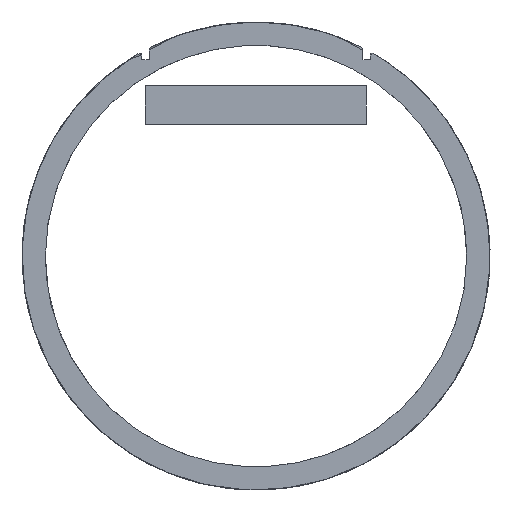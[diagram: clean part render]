
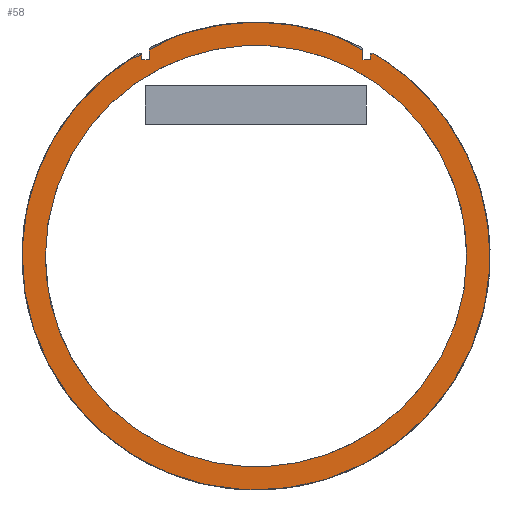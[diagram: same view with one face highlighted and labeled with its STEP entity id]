
A CAD part, left-side view. The second image highlights one B-rep face of the part: STEP entity #58.
In plain terms, the highlighted planar face has unit normal (-1, 0, 0).
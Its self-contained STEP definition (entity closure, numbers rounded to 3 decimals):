
#47=FACE_BOUND('',#139,.T.);
#58=ADVANCED_FACE('',(#98,#47),#578,.T.);
#98=FACE_OUTER_BOUND('',#138,.T.);
#138=EDGE_LOOP('',(#211,#212,#213,#214,#215,#216,#217,#218,#219));
#139=EDGE_LOOP('',(#220,#221));
#211=ORIENTED_EDGE('',*,*,#355,.T.);
#212=ORIENTED_EDGE('',*,*,#359,.T.);
#213=ORIENTED_EDGE('',*,*,#362,.T.);
#214=ORIENTED_EDGE('',*,*,#365,.T.);
#215=ORIENTED_EDGE('',*,*,#368,.T.);
#216=ORIENTED_EDGE('',*,*,#371,.T.);
#217=ORIENTED_EDGE('',*,*,#374,.T.);
#218=ORIENTED_EDGE('',*,*,#377,.T.);
#219=ORIENTED_EDGE('',*,*,#379,.T.);
#220=ORIENTED_EDGE('',*,*,#426,.T.);
#221=ORIENTED_EDGE('',*,*,#430,.T.);
#355=EDGE_CURVE('',#526,#525,#446,.T.);
#359=EDGE_CURVE('',#525,#528,#450,.T.);
#362=EDGE_CURVE('',#528,#530,#453,.T.);
#365=EDGE_CURVE('',#530,#532,#456,.T.);
#368=EDGE_CURVE('',#532,#534,#459,.T.);
#371=EDGE_CURVE('',#534,#536,#462,.T.);
#374=EDGE_CURVE('',#536,#538,#465,.T.);
#377=EDGE_CURVE('',#538,#540,#468,.T.);
#379=EDGE_CURVE('',#540,#526,#470,.T.);
#426=EDGE_CURVE('',#566,#568,#517,.T.);
#430=EDGE_CURVE('',#568,#566,#521,.T.);
#446=(
BOUNDED_CURVE()
B_SPLINE_CURVE(2,(#1024,#1025,#1026,#1027,#1028),.UNSPECIFIED.,.F.,.F.)
B_SPLINE_CURVE_WITH_KNOTS((3,2,3),(205.811,206.02,206.23),
 .UNSPECIFIED.)
CURVE()
GEOMETRIC_REPRESENTATION_ITEM()
RATIONAL_B_SPLINE_CURVE((1.,0.866,1.,0.866,1.))
REPRESENTATION_ITEM('')
);
#450=(
BOUNDED_CURVE()
B_SPLINE_CURVE(2,(#1036,#1037,#1038),.UNSPECIFIED.,.F.,.F.)
B_SPLINE_CURVE_WITH_KNOTS((3,3),(206.23,206.734),
 .UNSPECIFIED.)
CURVE()
GEOMETRIC_REPRESENTATION_ITEM()
RATIONAL_B_SPLINE_CURVE((1.,1.,1.))
REPRESENTATION_ITEM('')
);
#453=(
BOUNDED_CURVE()
B_SPLINE_CURVE(2,(#1044,#1045,#1046),.UNSPECIFIED.,.F.,.F.)
B_SPLINE_CURVE_WITH_KNOTS((3,3),(206.734,207.511),
 .UNSPECIFIED.)
CURVE()
GEOMETRIC_REPRESENTATION_ITEM()
RATIONAL_B_SPLINE_CURVE((1.,1.,1.))
REPRESENTATION_ITEM('')
);
#456=(
BOUNDED_CURVE()
B_SPLINE_CURVE(2,(#1052,#1053,#1054),.UNSPECIFIED.,.F.,.F.)
B_SPLINE_CURVE_WITH_KNOTS((3,3),(207.511,208.53),
 .UNSPECIFIED.)
CURVE()
GEOMETRIC_REPRESENTATION_ITEM()
RATIONAL_B_SPLINE_CURVE((1.,1.,1.))
REPRESENTATION_ITEM('')
);
#459=(
BOUNDED_CURVE()
B_SPLINE_CURVE(2,(#1060,#1061,#1062,#1063,#1064,#1065,#1066),
 .UNSPECIFIED.,.F.,.F.)
B_SPLINE_CURVE_WITH_KNOTS((3,2,2,3),(208.53,208.972,
232.192,232.617),.UNSPECIFIED.)
CURVE()
GEOMETRIC_REPRESENTATION_ITEM()
RATIONAL_B_SPLINE_CURVE((1.,0.851,1.,0.894,1.,0.863,
1.))
REPRESENTATION_ITEM('')
);
#462=(
BOUNDED_CURVE()
B_SPLINE_CURVE(2,(#1072,#1073,#1074),.UNSPECIFIED.,.F.,.F.)
B_SPLINE_CURVE_WITH_KNOTS((3,3),(232.617,233.659),
 .UNSPECIFIED.)
CURVE()
GEOMETRIC_REPRESENTATION_ITEM()
RATIONAL_B_SPLINE_CURVE((1.,1.,1.))
REPRESENTATION_ITEM('')
);
#465=(
BOUNDED_CURVE()
B_SPLINE_CURVE(2,(#1080,#1081,#1082),.UNSPECIFIED.,.F.,.F.)
B_SPLINE_CURVE_WITH_KNOTS((3,3),(233.659,234.436),
 .UNSPECIFIED.)
CURVE()
GEOMETRIC_REPRESENTATION_ITEM()
RATIONAL_B_SPLINE_CURVE((1.,1.,1.))
REPRESENTATION_ITEM('')
);
#468=(
BOUNDED_CURVE()
B_SPLINE_CURVE(2,(#1088,#1089,#1090),.UNSPECIFIED.,.F.,.F.)
B_SPLINE_CURVE_WITH_KNOTS((3,3),(234.436,234.94),
 .UNSPECIFIED.)
CURVE()
GEOMETRIC_REPRESENTATION_ITEM()
RATIONAL_B_SPLINE_CURVE((1.,1.,1.))
REPRESENTATION_ITEM('')
);
#470=(
BOUNDED_CURVE()
B_SPLINE_CURVE(2,(#1096,#1097,#1098,#1099,#1100,#1101,#1102,#1103,#1104,
#1105,#1106,#1107,#1108,#1109,#1110,#1111,#1112),.UNSPECIFIED.,.F.,.F.)
B_SPLINE_CURVE_WITH_KNOTS((3,2,2,2,2,2,2,2,3),(234.94,235.149,
235.359,261.289,281.049,300.809,320.569,
340.329,366.259),.UNSPECIFIED.)
CURVE()
GEOMETRIC_REPRESENTATION_ITEM()
RATIONAL_B_SPLINE_CURVE((1.,0.866,1.,0.866,1.,0.869,
1.,0.923,1.,0.923,1.,0.923,1.,0.923,
1.,0.869,1.))
REPRESENTATION_ITEM('')
);
#517=(
BOUNDED_CURVE()
B_SPLINE_CURVE(2,(#1272,#1273,#1274,#1275,#1276),.UNSPECIFIED.,.F.,.F.)
B_SPLINE_CURVE_WITH_KNOTS((3,2,3),(0.,35.343,70.686),
 .UNSPECIFIED.)
CURVE()
GEOMETRIC_REPRESENTATION_ITEM()
RATIONAL_B_SPLINE_CURVE((1.,0.707,1.,0.707,1.))
REPRESENTATION_ITEM('')
);
#521=(
BOUNDED_CURVE()
B_SPLINE_CURVE(2,(#1286,#1287,#1288,#1289,#1290),.UNSPECIFIED.,.F.,.F.)
B_SPLINE_CURVE_WITH_KNOTS((3,2,3),(70.686,106.029,141.372),
 .UNSPECIFIED.)
CURVE()
GEOMETRIC_REPRESENTATION_ITEM()
RATIONAL_B_SPLINE_CURVE((1.,0.707,1.,0.707,1.))
REPRESENTATION_ITEM('')
);
#525=VERTEX_POINT('',#972);
#526=VERTEX_POINT('',#973);
#528=VERTEX_POINT('',#975);
#530=VERTEX_POINT('',#977);
#532=VERTEX_POINT('',#979);
#534=VERTEX_POINT('',#981);
#536=VERTEX_POINT('',#983);
#538=VERTEX_POINT('',#985);
#540=VERTEX_POINT('',#987);
#566=VERTEX_POINT('',#1013);
#568=VERTEX_POINT('',#1015);
#578=PLANE('',#638);
#638=AXIS2_PLACEMENT_3D('',#754,#649,$);
#649=DIRECTION('',(-1.,0.,0.));
#754=CARTESIAN_POINT('',(-296.,-31.25,31.25));
#972=CARTESIAN_POINT('',(-296.,-12.2,21.477));
#973=CARTESIAN_POINT('',(-296.,-12.5,21.651));
#975=CARTESIAN_POINT('',(-296.,-12.2,20.974));
#977=CARTESIAN_POINT('',(-296.,-11.423,20.974));
#979=CARTESIAN_POINT('',(-296.,-11.423,21.992));
#981=CARTESIAN_POINT('',(-296.,11.413,22.015));
#983=CARTESIAN_POINT('',(-296.,11.417,20.974));
#985=CARTESIAN_POINT('',(-296.,12.195,20.974));
#987=CARTESIAN_POINT('',(-296.,12.2,21.477));
#1013=CARTESIAN_POINT('',(-296.,22.5,0.));
#1015=CARTESIAN_POINT('',(-296.,-22.5,0.));
#1024=CARTESIAN_POINT('',(-296.,-12.5,21.651));
#1025=CARTESIAN_POINT('',(-296.,-12.4,21.708));
#1026=CARTESIAN_POINT('',(-296.,-12.3,21.651));
#1027=CARTESIAN_POINT('',(-296.,-12.2,21.593));
#1028=CARTESIAN_POINT('',(-296.,-12.2,21.477));
#1036=CARTESIAN_POINT('',(-296.,-12.2,21.477));
#1037=CARTESIAN_POINT('',(-296.,-12.2,21.226));
#1038=CARTESIAN_POINT('',(-296.,-12.2,20.974));
#1044=CARTESIAN_POINT('',(-296.,-12.2,20.974));
#1045=CARTESIAN_POINT('',(-296.,-11.811,20.974));
#1046=CARTESIAN_POINT('',(-296.,-11.423,20.974));
#1052=CARTESIAN_POINT('',(-296.,-11.423,20.974));
#1053=CARTESIAN_POINT('',(-296.,-11.423,21.483));
#1054=CARTESIAN_POINT('',(-296.,-11.423,21.992));
#1060=CARTESIAN_POINT('',(-296.,-11.423,21.992));
#1061=CARTESIAN_POINT('',(-296.,-11.423,22.239));
#1062=CARTESIAN_POINT('',(-296.,-11.202,22.35));
#1063=CARTESIAN_POINT('',(-296.,-0.006,27.961));
#1064=CARTESIAN_POINT('',(-296.,11.192,22.355));
#1065=CARTESIAN_POINT('',(-296.,11.402,22.25));
#1066=CARTESIAN_POINT('',(-296.,11.413,22.015));
#1072=CARTESIAN_POINT('',(-296.,11.413,22.015));
#1073=CARTESIAN_POINT('',(-296.,11.415,21.494));
#1074=CARTESIAN_POINT('',(-296.,11.417,20.974));
#1080=CARTESIAN_POINT('',(-296.,11.417,20.974));
#1081=CARTESIAN_POINT('',(-296.,11.806,20.974));
#1082=CARTESIAN_POINT('',(-296.,12.195,20.974));
#1088=CARTESIAN_POINT('',(-296.,12.195,20.974));
#1089=CARTESIAN_POINT('',(-296.,12.197,21.226));
#1090=CARTESIAN_POINT('',(-296.,12.2,21.477));
#1096=CARTESIAN_POINT('',(-296.,12.2,21.477));
#1097=CARTESIAN_POINT('',(-296.,12.2,21.593));
#1098=CARTESIAN_POINT('',(-296.,12.3,21.651));
#1099=CARTESIAN_POINT('',(-296.,12.4,21.708));
#1100=CARTESIAN_POINT('',(-296.,12.5,21.651));
#1101=CARTESIAN_POINT('',(-296.,24.856,14.517));
#1102=CARTESIAN_POINT('',(-296.,24.999,0.25));
#1103=CARTESIAN_POINT('',(-296.,25.103,-10.178));
#1104=CARTESIAN_POINT('',(-296.,17.766,-17.589));
#1105=CARTESIAN_POINT('',(-296.,10.429,-25.));
#1106=CARTESIAN_POINT('',(-296.,0.,-25.));
#1107=CARTESIAN_POINT('',(-296.,-10.429,-25.));
#1108=CARTESIAN_POINT('',(-296.,-17.766,-17.589));
#1109=CARTESIAN_POINT('',(-296.,-25.103,-10.178));
#1110=CARTESIAN_POINT('',(-296.,-24.999,0.25));
#1111=CARTESIAN_POINT('',(-296.,-24.856,14.517));
#1112=CARTESIAN_POINT('',(-296.,-12.5,21.651));
#1272=CARTESIAN_POINT('',(-296.,22.5,0.));
#1273=CARTESIAN_POINT('',(-296.,22.5,22.5));
#1274=CARTESIAN_POINT('',(-296.,0.,22.5));
#1275=CARTESIAN_POINT('',(-296.,-22.5,22.5));
#1276=CARTESIAN_POINT('',(-296.,-22.5,0.));
#1286=CARTESIAN_POINT('',(-296.,-22.5,0.));
#1287=CARTESIAN_POINT('',(-296.,-22.5,-22.5));
#1288=CARTESIAN_POINT('',(-296.,0.,-22.5));
#1289=CARTESIAN_POINT('',(-296.,22.5,-22.5));
#1290=CARTESIAN_POINT('',(-296.,22.5,0.));
